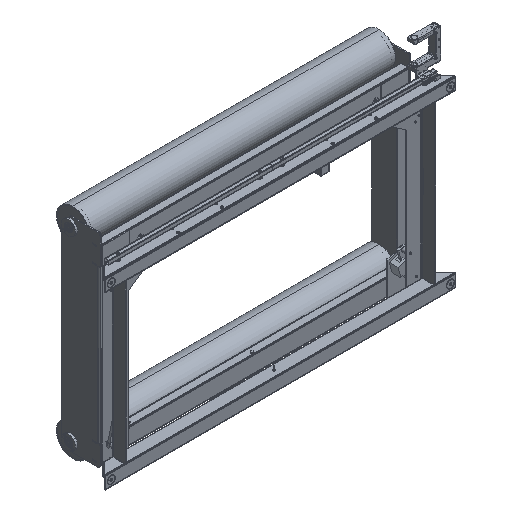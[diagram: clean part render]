
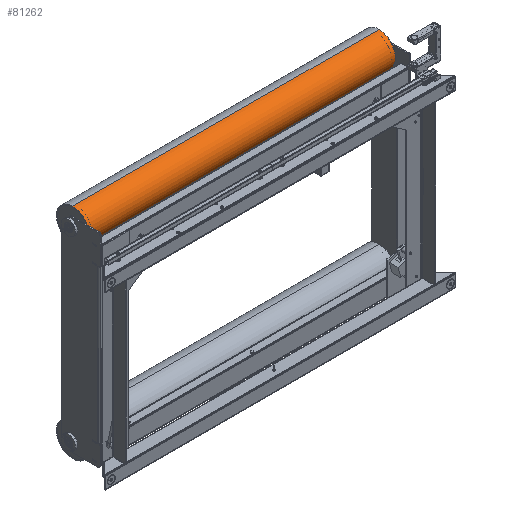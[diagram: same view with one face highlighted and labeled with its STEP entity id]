
A CAD part, isometric view. The second image highlights one B-rep face of the part: STEP entity #81262.
In plain terms, the highlighted cylindrical face has radius 75 mm (diameter 150 mm), a partial arc.
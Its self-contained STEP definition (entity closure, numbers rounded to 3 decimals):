
#591 = CARTESIAN_POINT ( 'NONE',  ( 1592.857, 131.429, 255. ) ) ;
#3361 = VERTEX_POINT ( 'NONE', #112286 ) ;
#10013 = CARTESIAN_POINT ( 'NONE',  ( 192.857, 56.429, 255. ) ) ;
#11061 = EDGE_LOOP ( 'NONE', ( #97924, #126721, #62897, #20159 ) ) ;
#12646 = AXIS2_PLACEMENT_3D ( 'NONE', #34737, #25495, #115295 ) ;
#14046 = CARTESIAN_POINT ( 'NONE',  ( 1592.857, 56.429, 255. ) ) ;
#17066 = EDGE_CURVE ( 'NONE', #110103, #3361, #105915, .T. ) ;
#20159 = ORIENTED_EDGE ( 'NONE', *, *, #57018, .T. ) ;
#23664 = CARTESIAN_POINT ( 'NONE',  ( 1592.857, -18.571, 255. ) ) ;
#24245 = VECTOR ( 'NONE', #55745, 1000. ) ;
#25495 = DIRECTION ( 'NONE',  ( 1., 0., 0. ) ) ;
#33366 = VERTEX_POINT ( 'NONE', #128550 ) ;
#34539 = DIRECTION ( 'NONE',  ( 0., 1., 0. ) ) ;
#34737 = CARTESIAN_POINT ( 'NONE',  ( 892.857, 56.429, 255. ) ) ;
#44678 = CYLINDRICAL_SURFACE ( 'NONE', #12646, 75. ) ;
#44948 = CARTESIAN_POINT ( 'NONE',  ( 1592.857, -18.571, 255. ) ) ;
#49575 = VERTEX_POINT ( 'NONE', #23664 ) ;
#55745 = DIRECTION ( 'NONE',  ( -1., 0., 0. ) ) ;
#57018 = EDGE_CURVE ( 'NONE', #33366, #3361, #109284, .T. ) ;
#62897 = ORIENTED_EDGE ( 'NONE', *, *, #118870, .T. ) ;
#64278 = DIRECTION ( 'NONE',  ( 1., 0., 0. ) ) ;
#68873 = CIRCLE ( 'NONE', #115238, 75. ) ;
#70897 = LINE ( 'NONE', #44948, #111229 ) ;
#74639 = DIRECTION ( 'NONE',  ( -1., 0., 0. ) ) ;
#76350 = FACE_OUTER_BOUND ( 'NONE', #11061, .T. ) ;
#77712 = AXIS2_PLACEMENT_3D ( 'NONE', #10013, #122261, #129577 ) ;
#81262 = ADVANCED_FACE ( 'NONE', ( #76350 ), #44678, .T. ) ;
#84805 = CARTESIAN_POINT ( 'NONE',  ( 1592.857, 131.429, 255. ) ) ;
#97514 = EDGE_CURVE ( 'NONE', #49575, #110103, #68873, .T. ) ;
#97924 = ORIENTED_EDGE ( 'NONE', *, *, #17066, .F. ) ;
#105915 = LINE ( 'NONE', #84805, #24245 ) ;
#109284 = CIRCLE ( 'NONE', #77712, 75. ) ;
#110103 = VERTEX_POINT ( 'NONE', #591 ) ;
#111229 = VECTOR ( 'NONE', #74639, 1000. ) ;
#112286 = CARTESIAN_POINT ( 'NONE',  ( 192.857, 131.429, 255. ) ) ;
#115238 = AXIS2_PLACEMENT_3D ( 'NONE', #14046, #64278, #34539 ) ;
#115295 = DIRECTION ( 'NONE',  ( 0., 1., 0. ) ) ;
#118870 = EDGE_CURVE ( 'NONE', #49575, #33366, #70897, .T. ) ;
#122261 = DIRECTION ( 'NONE',  ( 1., 0., 0. ) ) ;
#126721 = ORIENTED_EDGE ( 'NONE', *, *, #97514, .F. ) ;
#128550 = CARTESIAN_POINT ( 'NONE',  ( 192.857, -18.571, 255. ) ) ;
#129577 = DIRECTION ( 'NONE',  ( 0., 1., 0. ) ) ;
